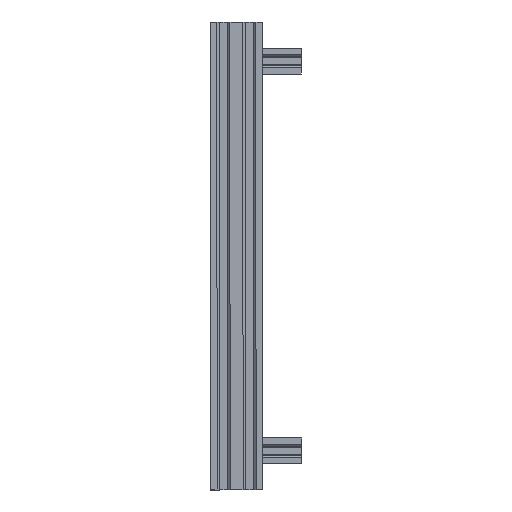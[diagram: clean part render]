
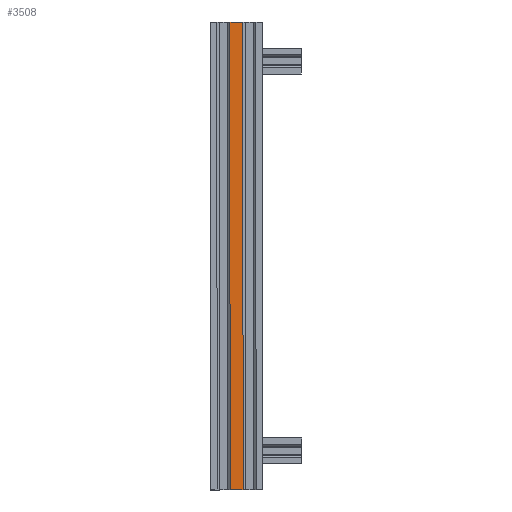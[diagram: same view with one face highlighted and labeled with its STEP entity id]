
A CAD part, left-side view. The second image highlights one B-rep face of the part: STEP entity #3508.
In plain terms, the highlighted planar face has unit normal (-1, 0, 0).
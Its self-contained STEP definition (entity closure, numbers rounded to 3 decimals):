
#140=FACE_OUTER_BOUND('',#317,.T.);
#317=EDGE_LOOP('',(#2593,#2594,#2595,#2596));
#487=LINE('',#4881,#983);
#592=LINE('',#5094,#1088);
#634=LINE('',#5181,#1130);
#635=LINE('',#5182,#1131);
#983=VECTOR('',#3956,10.);
#1088=VECTOR('',#4135,10.);
#1130=VECTOR('',#4225,10.);
#1131=VECTOR('',#4226,10.);
#1475=VERTEX_POINT('',#4878);
#1476=VERTEX_POINT('',#4880);
#1547=VERTEX_POINT('',#5092);
#1568=VERTEX_POINT('',#5180);
#1815=EDGE_CURVE('',#1475,#1476,#487,.T.);
#1923=EDGE_CURVE('',#1547,#1476,#592,.T.);
#1966=EDGE_CURVE('',#1568,#1547,#634,.T.);
#1967=EDGE_CURVE('',#1568,#1475,#635,.T.);
#2593=ORIENTED_EDGE('',*,*,#1966,.T.);
#2594=ORIENTED_EDGE('',*,*,#1923,.T.);
#2595=ORIENTED_EDGE('',*,*,#1815,.F.);
#2596=ORIENTED_EDGE('',*,*,#1967,.F.);
#3336=PLANE('',#3761);
#3508=ADVANCED_FACE('',(#140),#3336,.T.);
#3761=AXIS2_PLACEMENT_3D('',#5179,#4223,#4224);
#3956=DIRECTION('',(0.,-1.,0.));
#4135=DIRECTION('',(0.,0.,1.));
#4223=DIRECTION('center_axis',(-1.,0.,0.));
#4224=DIRECTION('ref_axis',(0.,-1.,0.));
#4225=DIRECTION('',(0.,-1.,0.));
#4226=DIRECTION('',(0.,0.,1.));
#4878=CARTESIAN_POINT('',(-10.,-5.,360.));
#4880=CARTESIAN_POINT('',(-10.,-15.,360.));
#4881=CARTESIAN_POINT('',(-10.,-5.,360.));
#5092=CARTESIAN_POINT('',(-10.,-15.,0.));
#5094=CARTESIAN_POINT('',(-10.,-15.,0.));
#5179=CARTESIAN_POINT('Origin',(-10.,-5.,0.));
#5180=CARTESIAN_POINT('',(-10.,-5.,0.));
#5181=CARTESIAN_POINT('',(-10.,-5.,0.));
#5182=CARTESIAN_POINT('',(-10.,-5.,0.));
